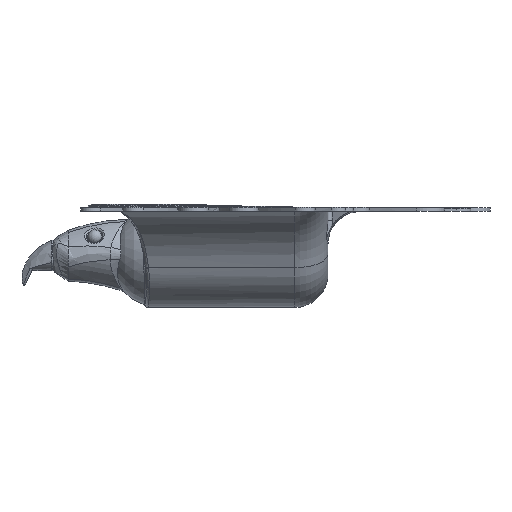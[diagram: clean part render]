
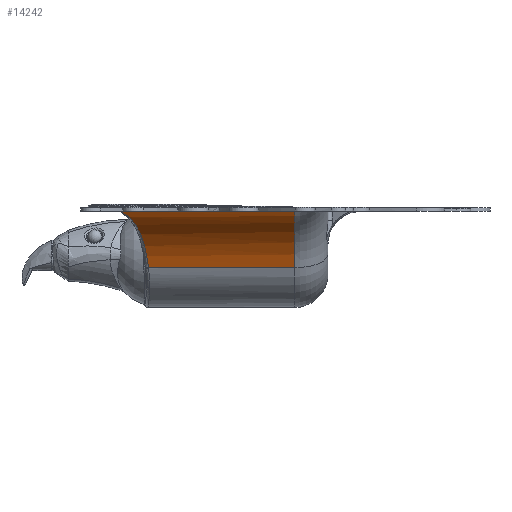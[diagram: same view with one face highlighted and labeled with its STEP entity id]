
A CAD part, front view. The second image highlights one B-rep face of the part: STEP entity #14242.
In plain terms, the highlighted cylindrical face has radius 30 mm (diameter 60 mm), a partial arc.
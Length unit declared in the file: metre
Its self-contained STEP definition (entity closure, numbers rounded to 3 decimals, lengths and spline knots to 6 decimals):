
#335=CYLINDRICAL_SURFACE('',#16306,0.03);
#803=B_SPLINE_CURVE_WITH_KNOTS('',3,(#27359,#27360,#27361,#27362),
 .UNSPECIFIED.,.F.,.F.,(4,4),(0.008383,0.014386),
 .UNSPECIFIED.);
#804=B_SPLINE_CURVE_WITH_KNOTS('',3,(#27364,#27365,#27366,#27367,#27368,
#27369,#27370,#27371),.UNSPECIFIED.,.F.,.F.,(4,1,1,1,1,4),(0.,0.005566,
0.00835,0.011133,0.016699,0.022266),
 .UNSPECIFIED.);
#1253=LINE('',#27357,#1991);
#1254=LINE('',#27373,#1992);
#1991=VECTOR('',#20251,1.);
#1992=VECTOR('',#20252,1.);
#4709=ORIENTED_EDGE('',*,*,#8503,.T.);
#4710=ORIENTED_EDGE('',*,*,#8504,.T.);
#4711=ORIENTED_EDGE('',*,*,#8505,.T.);
#4712=ORIENTED_EDGE('',*,*,#8506,.T.);
#4713=ORIENTED_EDGE('',*,*,#8507,.T.);
#8503=EDGE_CURVE('',#10425,#10426,#11737,.T.);
#8504=EDGE_CURVE('',#10426,#10427,#1253,.F.);
#8505=EDGE_CURVE('',#10427,#10428,#803,.T.);
#8506=EDGE_CURVE('',#10428,#10429,#804,.T.);
#8507=EDGE_CURVE('',#10429,#10425,#1254,.T.);
#10425=VERTEX_POINT('',#27355);
#10426=VERTEX_POINT('',#27356);
#10427=VERTEX_POINT('',#27358);
#10428=VERTEX_POINT('',#27363);
#10429=VERTEX_POINT('',#27372);
#11737=CIRCLE('',#16307,0.03);
#12452=EDGE_LOOP('',(#4709,#4710,#4711,#4712,#4713));
#13257=FACE_BOUND('',#12452,.T.);
#14242=ADVANCED_FACE('',(#13257),#335,.F.);
#16306=AXIS2_PLACEMENT_3D('',#27353,#20247,#20248);
#16307=AXIS2_PLACEMENT_3D('',#27354,#20249,#20250);
#20247=DIRECTION('',(1.,0.,0.));
#20248=DIRECTION('',(0.,0.,-1.));
#20249=DIRECTION('',(1.,0.,0.));
#20250=DIRECTION('',(0.,1.,0.));
#20251=DIRECTION('',(1.,0.,0.));
#20252=DIRECTION('',(1.,0.,0.));
#27353=CARTESIAN_POINT('',(-0.016096,-0.398,-0.0151));
#27354=CARTESIAN_POINT('',(0.000079,-0.398,-0.0151));
#27355=CARTESIAN_POINT('',(0.000079,-0.370505,-0.0031));
#27356=CARTESIAN_POINT('',(0.000079,-0.390306,0.013897));
#27357=CARTESIAN_POINT('',(-0.016096,-0.390306,0.013897));
#27358=CARTESIAN_POINT('',(-0.052248,-0.390306,0.013897));
#27359=CARTESIAN_POINT('',(-0.052248,-0.390306,0.013897));
#27360=CARTESIAN_POINT('',(-0.051422,-0.388538,0.013428));
#27361=CARTESIAN_POINT('',(-0.050548,-0.38681,0.012795));
#27362=CARTESIAN_POINT('',(-0.049655,-0.385164,0.012015));
#27363=CARTESIAN_POINT('',(-0.049655,-0.385164,0.012015));
#27364=CARTESIAN_POINT('',(-0.049655,-0.385164,0.012015));
#27365=CARTESIAN_POINT('',(-0.048828,-0.383636,0.011292));
#27366=CARTESIAN_POINT('',(-0.04774,-0.381412,0.010003));
#27367=CARTESIAN_POINT('',(-0.046552,-0.378621,0.007853));
#27368=CARTESIAN_POINT('',(-0.045524,-0.375955,0.005388));
#27369=CARTESIAN_POINT('',(-0.044575,-0.373072,0.001892));
#27370=CARTESIAN_POINT('',(-0.044075,-0.371254,-0.001384));
#27371=CARTESIAN_POINT('',(-0.043881,-0.370505,-0.0031));
#27372=CARTESIAN_POINT('',(-0.043881,-0.370505,-0.0031));
#27373=CARTESIAN_POINT('',(-0.016096,-0.370505,-0.0031));
